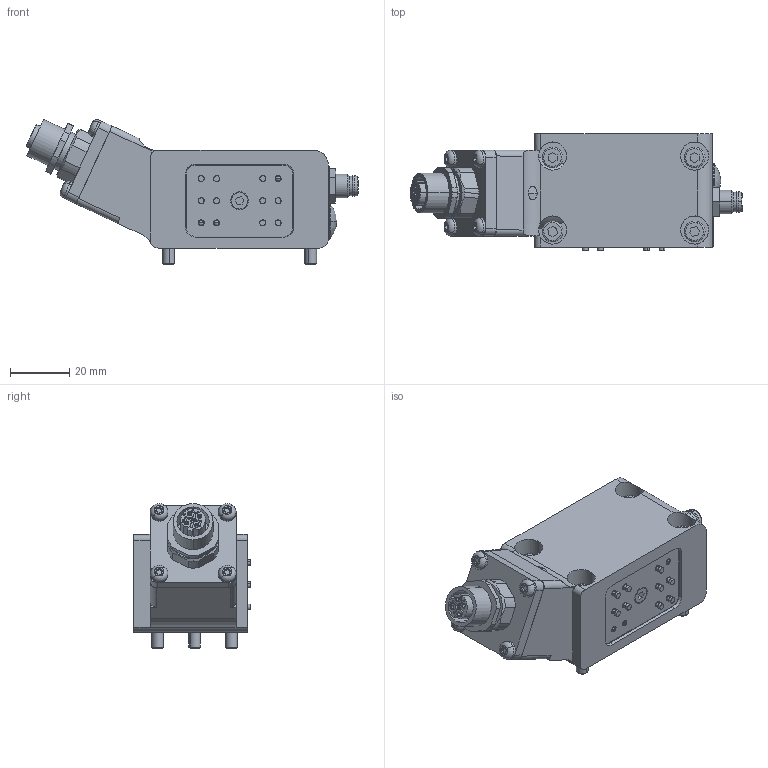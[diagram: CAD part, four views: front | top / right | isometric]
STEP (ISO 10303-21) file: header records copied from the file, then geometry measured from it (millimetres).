
FILE_DESCRIPTION (( 'STEP AP214' ), '1' );
FILE_NAME ('P1399.STEP', '2021-10-28T11:50:37', ( '' ), ( '' ), 'SwSTEP 2.0', 'SolidWorks 2019', '' );
FILE_SCHEMA (( 'AUTOMOTIVE_DESIGN' ));
Length unit declared in the file: millimetre
Products named in the file (1): P1399
Bounding box: 112.19 x 39.26 x 49.02 mm (x, y, z)
Volume: 102835.5 mm3; surface area: 33136.6 mm2
Topology: 40 solids, 41 shells, 1180 faces, 2722 edges, 1630 vertices
Faces by surface type: cylinder 449, plane 261, cone 243, torus 144, bspline 57, sphere 26
Entity records: 49703 total; most frequent: CARTESIAN_POINT 9445, DIRECTION 6046, ORIENTED_EDGE 5282, EDGE_CURVE 2641, AXIS2_PLACEMENT_3D 2464, VERTEX_POINT 1603, CIRCLE 1340, EDGE_LOOP 1302
